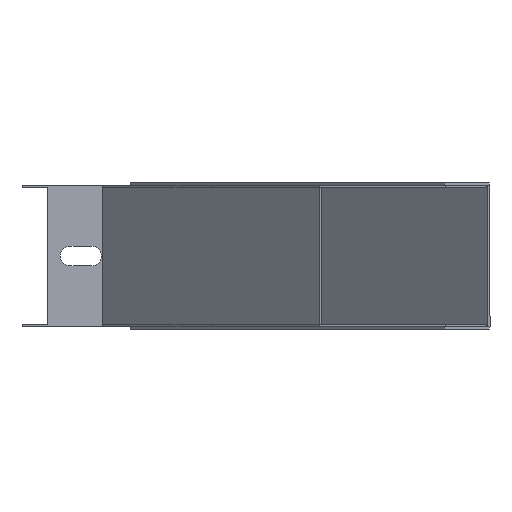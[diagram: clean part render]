
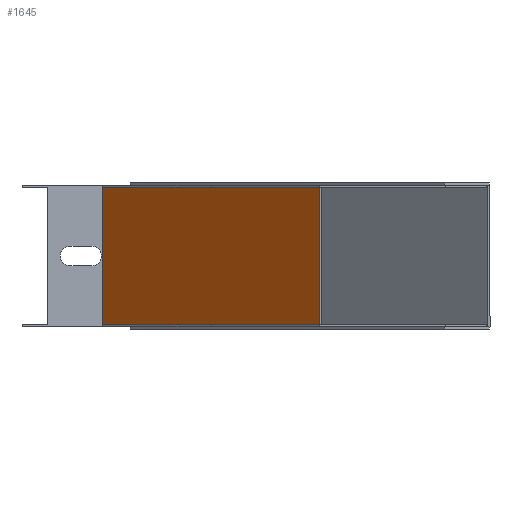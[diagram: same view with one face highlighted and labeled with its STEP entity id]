
A CAD part, front view. The second image highlights one B-rep face of the part: STEP entity #1645.
In plain terms, the highlighted planar face has unit normal (-0.707, -0.707, 0).
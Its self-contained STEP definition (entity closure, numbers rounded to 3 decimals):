
#121 = VERTEX_POINT ( 'NONE', #579 ) ;
#192 = AXIS2_PLACEMENT_3D ( 'NONE', #1081, #735, #695 ) ;
#475 = B_SPLINE_CURVE_WITH_KNOTS ( 'NONE', 3,
 ( #806, #835, #741, #726 ),
 .UNSPECIFIED., .F., .F.,
 ( 4, 4 ),
 ( 0., 1. ),
 .UNSPECIFIED. ) ;
#579 = CARTESIAN_POINT ( 'NONE',  ( 27.975, -79.154, 145.829 ) ) ;
#644 = CARTESIAN_POINT ( 'NONE',  ( 27.978, -79.156, 95.829 ) ) ;
#658 = CARTESIAN_POINT ( 'NONE',  ( 14.837, -66.013, 95.829 ) ) ;
#674 = CARTESIAN_POINT ( 'NONE',  ( 1.698, -52.874, 95.829 ) ) ;
#679 = CARTESIAN_POINT ( 'NONE',  ( -11.442, -39.734, 95.829 ) ) ;
#695 = DIRECTION ( 'NONE',  ( 0.707, -0.707, 0. ) ) ;
#726 = CARTESIAN_POINT ( 'NONE',  ( -11.442, -39.734, 95.829 ) ) ;
#735 = DIRECTION ( 'NONE',  ( -0.707, -0.707, 0. ) ) ;
#741 = CARTESIAN_POINT ( 'NONE',  ( -24.581, -26.595, 95.829 ) ) ;
#769 = PLANE ( 'NONE',  #192 ) ;
#806 = CARTESIAN_POINT ( 'NONE',  ( -50.861, -0.317, 95.829 ) ) ;
#835 = CARTESIAN_POINT ( 'NONE',  ( -37.721, -13.455, 95.829 ) ) ;
#861 = CARTESIAN_POINT ( 'NONE',  ( -37.722, -13.457, 145.829 ) ) ;
#916 = ORIENTED_EDGE ( 'NONE', *, *, #2124, .T. ) ;
#921 = ORIENTED_EDGE ( 'NONE', *, *, #2397, .T. ) ;
#928 = ORIENTED_EDGE ( 'NONE', *, *, #2421, .T. ) ;
#934 = ORIENTED_EDGE ( 'NONE', *, *, #2148, .T. ) ;
#945 = ORIENTED_EDGE ( 'NONE', *, *, #2245, .T. ) ;
#947 = ORIENTED_EDGE ( 'NONE', *, *, #2879, .F. ) ;
#1070 = VECTOR ( 'NONE', #2053, 1000. ) ;
#1075 = LINE ( 'NONE', #2027, #1070 ) ;
#1081 = CARTESIAN_POINT ( 'NONE',  ( 27.979, -79.156, 145.829 ) ) ;
#1087 = VECTOR ( 'NONE', #2157, 1000. ) ;
#1088 = LINE ( 'NONE', #2193, #1087 ) ;
#1197 = B_SPLINE_CURVE_WITH_KNOTS ( 'NONE', 3,
 ( #3745, #861, #3808, #3809 ),
 .UNSPECIFIED., .F., .F.,
 ( 4, 4 ),
 ( 0., 1. ),
 .UNSPECIFIED. ) ;
#1208 = EDGE_LOOP ( 'NONE', ( #916, #921, #928, #934, #945, #947 ) ) ;
#1219 = B_SPLINE_CURVE_WITH_KNOTS ( 'NONE', 3,
 ( #1481, #1529, #1428, #1416 ),
 .UNSPECIFIED., .F., .F.,
 ( 4, 4 ),
 ( 0., 1. ),
 .UNSPECIFIED. ) ;
#1324 = VERTEX_POINT ( 'NONE', #3190 ) ;
#1416 = CARTESIAN_POINT ( 'NONE',  ( -11.442, -39.734, 145.829 ) ) ;
#1420 = VERTEX_POINT ( 'NONE', #1757 ) ;
#1428 = CARTESIAN_POINT ( 'NONE',  ( 1.698, -52.874, 145.829 ) ) ;
#1481 = CARTESIAN_POINT ( 'NONE',  ( 27.975, -79.154, 145.829 ) ) ;
#1529 = CARTESIAN_POINT ( 'NONE',  ( 14.837, -66.013, 145.829 ) ) ;
#1580 = FACE_OUTER_BOUND ( 'NONE', #1208, .T. ) ;
#1645 = ADVANCED_FACE ( 'NONE', ( #1580 ), #769, .T. ) ;
#1757 = CARTESIAN_POINT ( 'NONE',  ( -50.861, -0.317, 95.829 ) ) ;
#1904 = B_SPLINE_CURVE_WITH_KNOTS ( 'NONE', 3,
 ( #679, #674, #658, #644 ),
 .UNSPECIFIED., .F., .F.,
 ( 4, 4 ),
 ( 0., 1. ),
 .UNSPECIFIED. ) ;
#2027 = CARTESIAN_POINT ( 'NONE',  ( 27.976, -79.153, 145.829 ) ) ;
#2053 = DIRECTION ( 'NONE',  ( 0., 0., 1. ) ) ;
#2124 = EDGE_CURVE ( 'NONE', #3317, #1420, #1088, .T. ) ;
#2148 = EDGE_CURVE ( 'NONE', #3495, #121, #1075, .T. ) ;
#2157 = DIRECTION ( 'NONE',  ( 0., 0., -1. ) ) ;
#2193 = CARTESIAN_POINT ( 'NONE',  ( -50.86, -0.316, 145.829 ) ) ;
#2245 = EDGE_CURVE ( 'NONE', #121, #3539, #1219, .T. ) ;
#2397 = EDGE_CURVE ( 'NONE', #1420, #1324, #475, .T. ) ;
#2421 = EDGE_CURVE ( 'NONE', #1324, #3495, #1904, .T. ) ;
#2879 = EDGE_CURVE ( 'NONE', #3317, #3539, #1197, .T. ) ;
#3121 = CARTESIAN_POINT ( 'NONE',  ( -11.442, -39.734, 145.829 ) ) ;
#3190 = CARTESIAN_POINT ( 'NONE',  ( -11.442, -39.734, 95.829 ) ) ;
#3204 = CARTESIAN_POINT ( 'NONE',  ( 27.978, -79.156, 95.829 ) ) ;
#3317 = VERTEX_POINT ( 'NONE', #3480 ) ;
#3480 = CARTESIAN_POINT ( 'NONE',  ( -50.864, -0.315, 145.829 ) ) ;
#3495 = VERTEX_POINT ( 'NONE', #3204 ) ;
#3539 = VERTEX_POINT ( 'NONE', #3121 ) ;
#3745 = CARTESIAN_POINT ( 'NONE',  ( -50.864, -0.315, 145.829 ) ) ;
#3808 = CARTESIAN_POINT ( 'NONE',  ( -24.582, -26.596, 145.829 ) ) ;
#3809 = CARTESIAN_POINT ( 'NONE',  ( -11.442, -39.734, 145.829 ) ) ;
